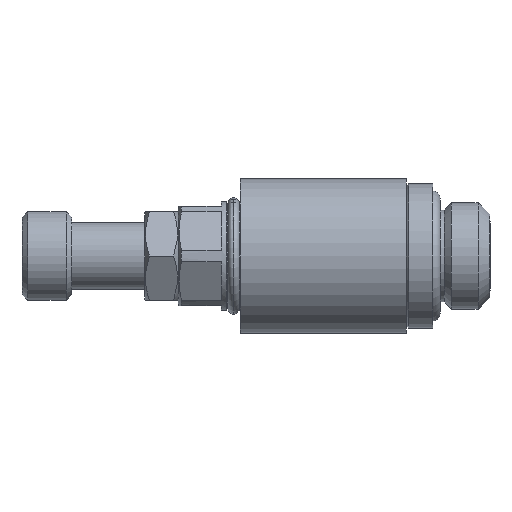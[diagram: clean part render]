
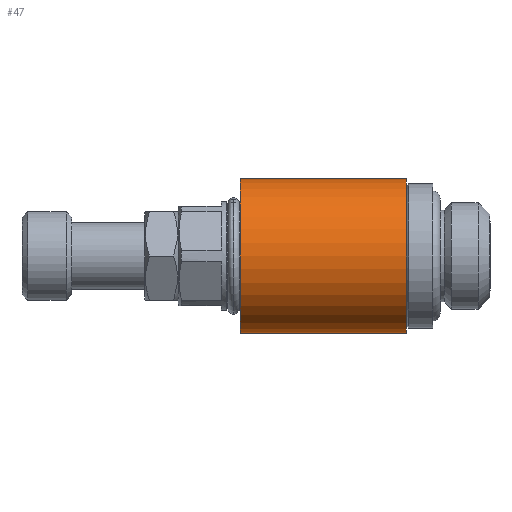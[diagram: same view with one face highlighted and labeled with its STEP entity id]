
A CAD part, left-side view. The second image highlights one B-rep face of the part: STEP entity #47.
In plain terms, the highlighted cylindrical face has radius 7 mm (diameter 14 mm), a partial arc.
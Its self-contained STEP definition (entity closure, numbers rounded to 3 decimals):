
#1 = VERTEX_POINT ( 'NONE', #687 ) ;
#12 = VERTEX_POINT ( 'NONE', #755 ) ;
#24 = EDGE_CURVE ( 'NONE', #1, #25, #868, .T. ) ;
#25 = VERTEX_POINT ( 'NONE', #975 ) ;
#28 = VERTEX_POINT ( 'NONE', #904 ) ;
#30 = EDGE_CURVE ( 'NONE', #12, #28, #903, .T. ) ;
#42 = EDGE_LOOP ( 'NONE', ( #45, #53, #44, #46 ) ) ;
#43 = EDGE_CURVE ( 'NONE', #12, #1, #878, .T. ) ;
#44 = ORIENTED_EDGE ( 'NONE', *, *, #30, .T. ) ;
#45 = ORIENTED_EDGE ( 'NONE', *, *, #24, .F. ) ;
#46 = ORIENTED_EDGE ( 'NONE', *, *, #52, .F. ) ;
#47 = ADVANCED_FACE ( 'NONE', ( #874 ), #873, .T. ) ;
#52 = EDGE_CURVE ( 'NONE', #25, #28, #925, .T. ) ;
#53 = ORIENTED_EDGE ( 'NONE', *, *, #43, .F. ) ;
#687 = CARTESIAN_POINT ( 'NONE',  ( 0., 7.9, -7. ) ) ;
#755 = CARTESIAN_POINT ( 'NONE',  ( 0., 7.9, 7. ) ) ;
#867 = CARTESIAN_POINT ( 'NONE',  ( 0., 28.986, -7. ) ) ;
#868 = LINE ( 'NONE', #867, #977 ) ;
#872 = CARTESIAN_POINT ( 'NONE',  ( 0., 28.986, 0. ) ) ;
#873 = CYLINDRICAL_SURFACE ( 'NONE', #883, 7. ) ;
#874 = FACE_OUTER_BOUND ( 'NONE', #42, .T. ) ;
#875 = DIRECTION ( 'NONE',  ( 0., 0., -1. ) ) ;
#876 = DIRECTION ( 'NONE',  ( 0., -1., 0. ) ) ;
#877 = AXIS2_PLACEMENT_3D ( 'NONE', #921, #876, #875 ) ;
#878 = CIRCLE ( 'NONE', #877, 7. ) ;
#881 = DIRECTION ( 'NONE',  ( 0., 0., 1. ) ) ;
#882 = DIRECTION ( 'NONE',  ( 0., 1., 0. ) ) ;
#883 = AXIS2_PLACEMENT_3D ( 'NONE', #872, #882, #881 ) ;
#891 = CARTESIAN_POINT ( 'NONE',  ( 0., 22.9, 0. ) ) ;
#903 = LINE ( 'NONE', #942, #941 ) ;
#904 = CARTESIAN_POINT ( 'NONE',  ( 0., 22.9, 7. ) ) ;
#921 = CARTESIAN_POINT ( 'NONE',  ( 0., 7.9, 0. ) ) ;
#922 = DIRECTION ( 'NONE',  ( 0., 0., 1. ) ) ;
#923 = DIRECTION ( 'NONE',  ( 0., 1., 0. ) ) ;
#924 = AXIS2_PLACEMENT_3D ( 'NONE', #891, #923, #922 ) ;
#925 = CIRCLE ( 'NONE', #924, 7. ) ;
#940 = DIRECTION ( 'NONE',  ( 0., 1., 0. ) ) ;
#941 = VECTOR ( 'NONE', #940, 1000. ) ;
#942 = CARTESIAN_POINT ( 'NONE',  ( 0., 28.986, 7. ) ) ;
#975 = CARTESIAN_POINT ( 'NONE',  ( 0., 22.9, -7. ) ) ;
#976 = DIRECTION ( 'NONE',  ( 0., 1., 0. ) ) ;
#977 = VECTOR ( 'NONE', #976, 1000. ) ;
